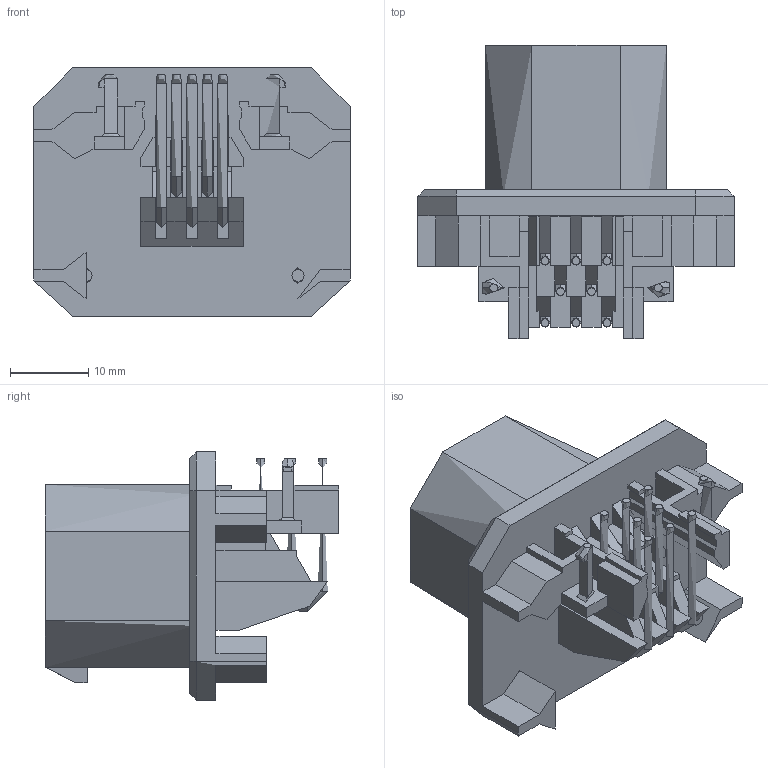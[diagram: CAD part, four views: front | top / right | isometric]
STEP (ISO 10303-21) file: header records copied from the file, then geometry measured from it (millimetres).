
FILE_DESCRIPTION( ('This file contains a STEP AP42 implementation' ,'as created by ZW3D STEP Interface translator.') ,'2;1' );
FILE_NAME( '74040-3MR008ABSMNAX(W).stp' ,'23 314.151644', (''), ('ZWCAD Software Co.'), 'Version 1.0', 'ZW3D to STEP translator', '' );
FILE_SCHEMA(('AUTOMOTIVE_DESIGN { 1 0 10303 214 1 1 1 1 }'));
Length unit declared in the file: millimetre
Products named in the file (2): 0; 74040-3MR008ABSMNAX(W)
Bounding box: 40.49 x 37.52 x 31.78 mm (x, y, z)
Topology: 0 solids, 3 shells, 704 faces, 1944 edges, 1210 vertices
Faces by surface type: plane 334, bspline 240, cylinder 79, cone 40, sphere 11
Entity records: 39936 total; most frequent: CARTESIAN_POINT 25604, ORIENTED_EDGE 3844, EDGE_CURVE 1922, B_SPLINE_CURVE_WITH_KNOTS 1658, VERTEX_POINT 1212, DIRECTION 1198, EDGE_LOOP 754, FACE_OUTER_BOUND 704
